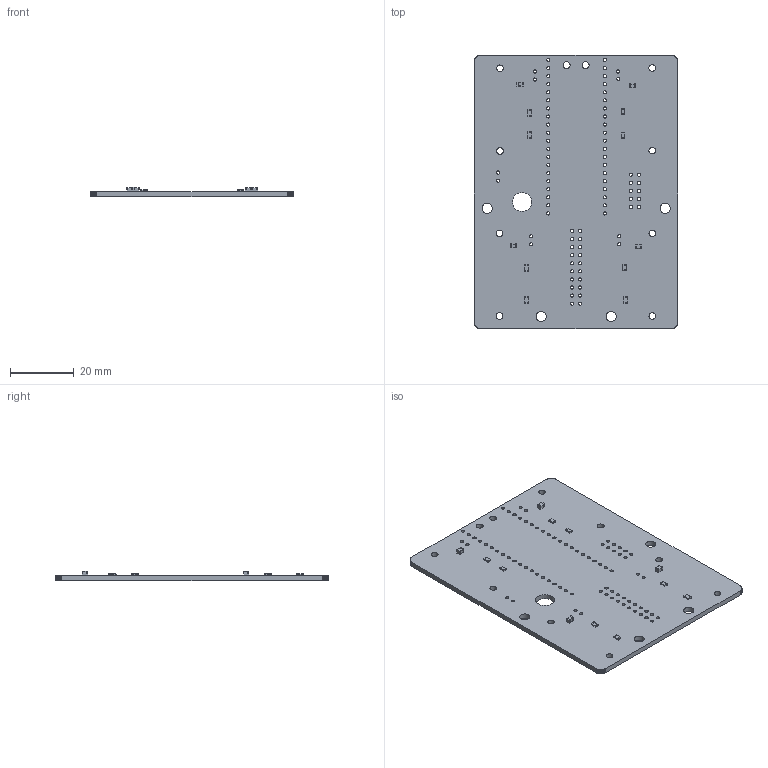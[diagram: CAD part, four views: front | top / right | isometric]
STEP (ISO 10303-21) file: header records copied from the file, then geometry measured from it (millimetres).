
FILE_DESCRIPTION(('KiCad electronic assembly'),'2;1');
FILE_NAME('storper_v02.step','2023-11-28T11:06:21',('Pcbnew'),('Kicad'), 'Open CASCADE STEP processor 7.7','KiCad to STEP converter','Unknown' );
FILE_SCHEMA(('AUTOMOTIVE_DESIGN { 1 0 10303 214 1 1 1 1 }'));
Length unit declared in the file: millimetre
Products named in the file (6): storper_v02 1; R_0805_2012Metric; SOLID; C_0805_2012Metric; storper_release_candidate PCB
Assembly tree (15 placements, depth 3):
  storper_v02 1
    R_0805_2012Metric  x8
      SOLID
    C_0805_2012Metric  x4
      SOLID
    storper_release_candidate PCB
Bounding box: 64 x 86 x 2.9 mm (x, y, z)
Volume: 8566.7 mm3; surface area: 11875.1 mm2
Topology: 13 solids, 13 shells, 549 faces, 1513 edges, 998 vertices
Faces by surface type: plane 342, cylinder 207
Full cylindrical faces by diameter (mm): 1 x80, 2.1 x8, 2.2 x2, 3.2 x4, 6 x1
Entity records: 21617 total; most frequent: CARTESIAN_POINT 4568, DIRECTION 3081, LINE 2003, VECTOR 2003, ORIENTED_EDGE 1642, PCURVE 1642, DEFINITIONAL_REPRESENTATION 1642, EDGE_CURVE 821
